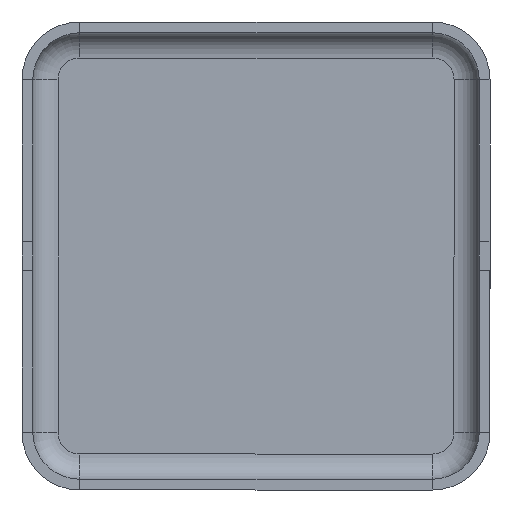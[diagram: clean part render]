
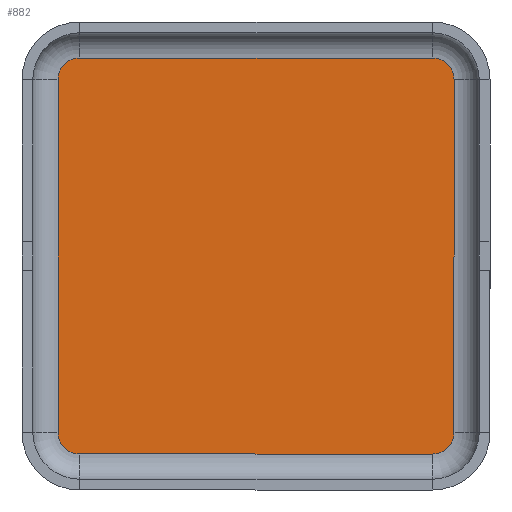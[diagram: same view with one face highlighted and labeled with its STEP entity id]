
A CAD part, front view. The second image highlights one B-rep face of the part: STEP entity #882.
In plain terms, the highlighted planar face has unit normal (0, -1, 0).
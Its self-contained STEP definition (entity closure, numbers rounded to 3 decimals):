
#2 = CARTESIAN_POINT ( 'NONE',  ( 4.9, -0.3, 5.5 ) ) ;
#23 = ORIENTED_EDGE ( 'NONE', *, *, #687, .F. ) ;
#27 = DIRECTION ( 'NONE',  ( 0., 1., 0. ) ) ;
#51 = EDGE_CURVE ( 'NONE', #421, #888, #792, .T. ) ;
#52 = VECTOR ( 'NONE', #857, 1000. ) ;
#55 = EDGE_LOOP ( 'NONE', ( #780, #23, #1346, #1069, #1357, #511, #461, #1202 ) ) ;
#66 = CARTESIAN_POINT ( 'NONE',  ( 4.9, -0.3, -4.9 ) ) ;
#89 = CARTESIAN_POINT ( 'NONE',  ( -5.5, -0.3, -4.9 ) ) ;
#115 = CARTESIAN_POINT ( 'NONE',  ( 4.9, -0.3, 4.9 ) ) ;
#139 = EDGE_CURVE ( 'NONE', #301, #641, #929, .T. ) ;
#140 = CARTESIAN_POINT ( 'NONE',  ( 5.5, -0.3, 4.9 ) ) ;
#175 = CARTESIAN_POINT ( 'NONE',  ( -4.9, -0.3, 5.5 ) ) ;
#189 = LINE ( 'NONE', #1075, #1276 ) ;
#204 = CIRCLE ( 'NONE', #307, 0.6 ) ;
#257 = EDGE_CURVE ( 'NONE', #641, #350, #851, .T. ) ;
#266 = DIRECTION ( 'NONE',  ( 0., 0., 1. ) ) ;
#301 = VERTEX_POINT ( 'NONE', #89 ) ;
#307 = AXIS2_PLACEMENT_3D ( 'NONE', #724, #27, #1163 ) ;
#350 = VERTEX_POINT ( 'NONE', #1304 ) ;
#412 = DIRECTION ( 'NONE',  ( 0., 1., 0. ) ) ;
#421 = VERTEX_POINT ( 'NONE', #140 ) ;
#428 = CARTESIAN_POINT ( 'NONE',  ( 4.9, -0.3, -5.5 ) ) ;
#461 = ORIENTED_EDGE ( 'NONE', *, *, #650, .F. ) ;
#468 = VECTOR ( 'NONE', #842, 1000. ) ;
#498 = CARTESIAN_POINT ( 'NONE',  ( 4.9, -0.3, 4.9 ) ) ;
#511 = ORIENTED_EDGE ( 'NONE', *, *, #1116, .F. ) ;
#535 = EDGE_CURVE ( 'NONE', #1298, #301, #204, .T. ) ;
#542 = CARTESIAN_POINT ( 'NONE',  ( -4.9, -0.3, 4.9 ) ) ;
#624 = DIRECTION ( 'NONE',  ( 0., 0., -1. ) ) ;
#627 = VECTOR ( 'NONE', #266, 1000. ) ;
#639 = DIRECTION ( 'NONE',  ( 0., 0., 1. ) ) ;
#641 = VERTEX_POINT ( 'NONE', #954 ) ;
#650 = EDGE_CURVE ( 'NONE', #888, #746, #1407, .T. ) ;
#660 = DIRECTION ( 'NONE',  ( -1., 0., 0. ) ) ;
#665 = DIRECTION ( 'NONE',  ( 0., 1., 0. ) ) ;
#687 = EDGE_CURVE ( 'NONE', #350, #1344, #1428, .T. ) ;
#724 = CARTESIAN_POINT ( 'NONE',  ( -4.9, -0.3, -4.9 ) ) ;
#746 = VERTEX_POINT ( 'NONE', #428 ) ;
#780 = ORIENTED_EDGE ( 'NONE', *, *, #1278, .F. ) ;
#792 = LINE ( 'NONE', #1156, #468 ) ;
#830 = PLANE ( 'NONE',  #1094 ) ;
#842 = DIRECTION ( 'NONE',  ( 0., 0., -1. ) ) ;
#851 = CIRCLE ( 'NONE', #1150, 0.6 ) ;
#857 = DIRECTION ( 'NONE',  ( 1., 0., 0. ) ) ;
#882 = ADVANCED_FACE ( 'NONE', ( #1314 ), #830, .T. ) ;
#888 = VERTEX_POINT ( 'NONE', #1048 ) ;
#895 = DIRECTION ( 'NONE',  ( 0., 0., 1. ) ) ;
#929 = LINE ( 'NONE', #1045, #627 ) ;
#944 = AXIS2_PLACEMENT_3D ( 'NONE', #66, #412, #639 ) ;
#945 = DIRECTION ( 'NONE',  ( 0., -1., 0. ) ) ;
#954 = CARTESIAN_POINT ( 'NONE',  ( -5.5, -0.3, 4.9 ) ) ;
#972 = DIRECTION ( 'NONE',  ( 0., 0., 1. ) ) ;
#1045 = CARTESIAN_POINT ( 'NONE',  ( -5.5, -0.3, -4.9 ) ) ;
#1048 = CARTESIAN_POINT ( 'NONE',  ( 5.5, -0.3, -4.9 ) ) ;
#1069 = ORIENTED_EDGE ( 'NONE', *, *, #139, .F. ) ;
#1075 = CARTESIAN_POINT ( 'NONE',  ( 4.9, -0.3, -5.5 ) ) ;
#1094 = AXIS2_PLACEMENT_3D ( 'NONE', #498, #945, #624 ) ;
#1116 = EDGE_CURVE ( 'NONE', #746, #1298, #189, .T. ) ;
#1150 = AXIS2_PLACEMENT_3D ( 'NONE', #542, #1420, #972 ) ;
#1156 = CARTESIAN_POINT ( 'NONE',  ( 5.5, -0.3, 4.9 ) ) ;
#1163 = DIRECTION ( 'NONE',  ( 0., 0., 1. ) ) ;
#1202 = ORIENTED_EDGE ( 'NONE', *, *, #51, .F. ) ;
#1276 = VECTOR ( 'NONE', #660, 1000. ) ;
#1278 = EDGE_CURVE ( 'NONE', #1344, #421, #1358, .T. ) ;
#1298 = VERTEX_POINT ( 'NONE', #1421 ) ;
#1304 = CARTESIAN_POINT ( 'NONE',  ( -4.9, -0.3, 5.5 ) ) ;
#1314 = FACE_OUTER_BOUND ( 'NONE', #55, .T. ) ;
#1344 = VERTEX_POINT ( 'NONE', #2 ) ;
#1346 = ORIENTED_EDGE ( 'NONE', *, *, #257, .F. ) ;
#1357 = ORIENTED_EDGE ( 'NONE', *, *, #535, .F. ) ;
#1358 = CIRCLE ( 'NONE', #1436, 0.6 ) ;
#1407 = CIRCLE ( 'NONE', #944, 0.6 ) ;
#1420 = DIRECTION ( 'NONE',  ( 0., 1., 0. ) ) ;
#1421 = CARTESIAN_POINT ( 'NONE',  ( -4.9, -0.3, -5.5 ) ) ;
#1428 = LINE ( 'NONE', #175, #52 ) ;
#1436 = AXIS2_PLACEMENT_3D ( 'NONE', #115, #665, #895 ) ;
